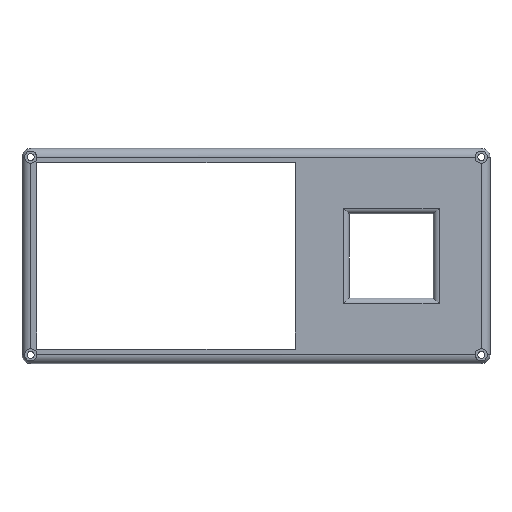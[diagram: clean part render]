
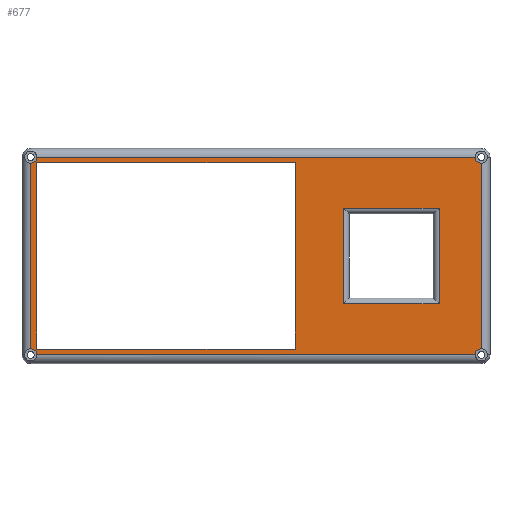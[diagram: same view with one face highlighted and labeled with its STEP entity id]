
A CAD part, top view. The second image highlights one B-rep face of the part: STEP entity #677.
In plain terms, the highlighted planar face has unit normal (0, 0, 1).
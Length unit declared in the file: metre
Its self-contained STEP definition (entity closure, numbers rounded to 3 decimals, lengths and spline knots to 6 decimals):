
#54=CIRCLE('',#738,0.0021);
#55=CIRCLE('',#739,0.0021);
#56=CIRCLE('',#740,0.0021);
#57=CIRCLE('',#741,0.0021);
#130=ORIENTED_EDGE('',*,*,#313,.F.);
#131=ORIENTED_EDGE('',*,*,#314,.T.);
#132=ORIENTED_EDGE('',*,*,#315,.F.);
#133=ORIENTED_EDGE('',*,*,#316,.T.);
#134=ORIENTED_EDGE('',*,*,#317,.F.);
#135=ORIENTED_EDGE('',*,*,#318,.T.);
#136=ORIENTED_EDGE('',*,*,#319,.F.);
#137=ORIENTED_EDGE('',*,*,#320,.T.);
#138=ORIENTED_EDGE('',*,*,#321,.T.);
#139=ORIENTED_EDGE('',*,*,#322,.T.);
#140=ORIENTED_EDGE('',*,*,#323,.T.);
#141=ORIENTED_EDGE('',*,*,#324,.T.);
#142=ORIENTED_EDGE('',*,*,#325,.T.);
#143=ORIENTED_EDGE('',*,*,#311,.T.);
#144=ORIENTED_EDGE('',*,*,#326,.F.);
#145=ORIENTED_EDGE('',*,*,#327,.F.);
#311=EDGE_CURVE('',#403,#402,#467,.T.);
#313=EDGE_CURVE('',#404,#405,#54,.T.);
#314=EDGE_CURVE('',#404,#406,#469,.T.);
#315=EDGE_CURVE('',#407,#406,#55,.T.);
#316=EDGE_CURVE('',#407,#408,#470,.T.);
#317=EDGE_CURVE('',#409,#408,#56,.T.);
#318=EDGE_CURVE('',#409,#410,#471,.F.);
#319=EDGE_CURVE('',#411,#410,#57,.T.);
#320=EDGE_CURVE('',#411,#405,#472,.F.);
#321=EDGE_CURVE('',#412,#413,#473,.T.);
#322=EDGE_CURVE('',#413,#414,#474,.T.);
#323=EDGE_CURVE('',#414,#415,#475,.F.);
#324=EDGE_CURVE('',#415,#412,#476,.F.);
#325=EDGE_CURVE('',#416,#403,#477,.T.);
#326=EDGE_CURVE('',#417,#402,#478,.T.);
#327=EDGE_CURVE('',#416,#417,#479,.T.);
#402=VERTEX_POINT('',#1086);
#403=VERTEX_POINT('',#1088);
#404=VERTEX_POINT('',#1092);
#405=VERTEX_POINT('',#1093);
#406=VERTEX_POINT('',#1095);
#407=VERTEX_POINT('',#1097);
#408=VERTEX_POINT('',#1099);
#409=VERTEX_POINT('',#1101);
#410=VERTEX_POINT('',#1103);
#411=VERTEX_POINT('',#1105);
#412=VERTEX_POINT('',#1108);
#413=VERTEX_POINT('',#1109);
#414=VERTEX_POINT('',#1111);
#415=VERTEX_POINT('',#1113);
#416=VERTEX_POINT('',#1116);
#417=VERTEX_POINT('',#1118);
#467=LINE('',#1087,#515);
#469=LINE('',#1094,#517);
#470=LINE('',#1098,#518);
#471=LINE('',#1102,#519);
#472=LINE('',#1106,#520);
#473=LINE('',#1107,#521);
#474=LINE('',#1110,#522);
#475=LINE('',#1112,#523);
#476=LINE('',#1114,#524);
#477=LINE('',#1115,#525);
#478=LINE('',#1117,#526);
#479=LINE('',#1119,#527);
#515=VECTOR('',#861,1.);
#517=VECTOR('',#867,1.);
#518=VECTOR('',#870,1.);
#519=VECTOR('',#873,1.);
#520=VECTOR('',#876,1.);
#521=VECTOR('',#877,1.);
#522=VECTOR('',#878,1.);
#523=VECTOR('',#879,1.);
#524=VECTOR('',#880,1.);
#525=VECTOR('',#881,1.);
#526=VECTOR('',#882,1.);
#527=VECTOR('',#883,1.);
#546=EDGE_LOOP('',(#130,#131,#132,#133,#134,#135,#136,#137));
#547=EDGE_LOOP('',(#138,#139,#140,#141));
#548=EDGE_LOOP('',(#142,#143,#144,#145));
#606=FACE_BOUND('',#546,.T.);
#607=FACE_BOUND('',#547,.T.);
#608=FACE_BOUND('',#548,.T.);
#660=PLANE('',#737);
#677=ADVANCED_FACE('',(#606,#607,#608),#660,.T.);
#737=AXIS2_PLACEMENT_3D('',#1090,#863,#864);
#738=AXIS2_PLACEMENT_3D('',#1091,#865,#866);
#739=AXIS2_PLACEMENT_3D('',#1096,#868,#869);
#740=AXIS2_PLACEMENT_3D('',#1100,#871,#872);
#741=AXIS2_PLACEMENT_3D('',#1104,#874,#875);
#861=DIRECTION('',(0.,-1.,0.));
#863=DIRECTION('',(0.,0.,1.));
#864=DIRECTION('',(1.,0.,0.));
#865=DIRECTION('',(0.,0.,1.));
#866=DIRECTION('',(1.,0.,0.));
#867=DIRECTION('',(0.,-1.,0.));
#868=DIRECTION('',(0.,0.,1.));
#869=DIRECTION('',(1.,0.,0.));
#870=DIRECTION('',(1.,0.,0.));
#871=DIRECTION('',(0.,0.,1.));
#872=DIRECTION('',(1.,0.,0.));
#873=DIRECTION('',(0.,-1.,0.));
#874=DIRECTION('',(0.,0.,1.));
#875=DIRECTION('',(1.,0.,0.));
#876=DIRECTION('',(1.,0.,0.));
#877=DIRECTION('',(0.,-1.,0.));
#878=DIRECTION('',(-1.,0.,0.));
#879=DIRECTION('',(0.,-1.,0.));
#880=DIRECTION('',(-1.,0.,0.));
#881=DIRECTION('',(1.,0.,0.));
#882=DIRECTION('',(1.,0.,0.));
#883=DIRECTION('',(0.,-1.,0.));
#1086=CARTESIAN_POINT('',(0.0445,-0.032,0.003));
#1087=CARTESIAN_POINT('',(0.0445,0.,0.003));
#1088=CARTESIAN_POINT('',(0.0445,0.032,0.003));
#1090=CARTESIAN_POINT('',(0.078,0.,0.003));
#1091=CARTESIAN_POINT('',(-0.0465,0.034,0.003));
#1092=CARTESIAN_POINT('',(-0.0465,0.0319,0.003));
#1093=CARTESIAN_POINT('',(-0.0444,0.034,0.003));
#1094=CARTESIAN_POINT('',(-0.0465,-0.037,0.003));
#1095=CARTESIAN_POINT('',(-0.0465,-0.0319,0.003));
#1096=CARTESIAN_POINT('',(-0.0465,-0.034,0.003));
#1097=CARTESIAN_POINT('',(-0.0444,-0.034,0.003));
#1098=CARTESIAN_POINT('',(0.1115,-0.034,0.003));
#1099=CARTESIAN_POINT('',(0.1064,-0.034,0.003));
#1100=CARTESIAN_POINT('',(0.1085,-0.034,0.003));
#1101=CARTESIAN_POINT('',(0.1085,-0.0319,0.003));
#1102=CARTESIAN_POINT('',(0.1085,0.,0.003));
#1103=CARTESIAN_POINT('',(0.1085,0.0319,0.003));
#1104=CARTESIAN_POINT('',(0.1085,0.034,0.003));
#1105=CARTESIAN_POINT('',(0.1064,0.034,0.003));
#1106=CARTESIAN_POINT('',(0.078,0.034,0.003));
#1107=CARTESIAN_POINT('',(0.09401,-0.0145,0.003));
#1108=CARTESIAN_POINT('',(0.09401,0.0165,0.003));
#1109=CARTESIAN_POINT('',(0.09401,-0.0165,0.003));
#1110=CARTESIAN_POINT('',(0.06301,-0.0165,0.003));
#1111=CARTESIAN_POINT('',(0.06101,-0.0165,0.003));
#1112=CARTESIAN_POINT('',(0.06101,0.,0.003));
#1113=CARTESIAN_POINT('',(0.06101,0.0165,0.003));
#1114=CARTESIAN_POINT('',(0.078,0.0165,0.003));
#1115=CARTESIAN_POINT('',(0.,0.032,0.003));
#1116=CARTESIAN_POINT('',(-0.0445,0.032,0.003));
#1117=CARTESIAN_POINT('',(0.,-0.032,0.003));
#1118=CARTESIAN_POINT('',(-0.0445,-0.032,0.003));
#1119=CARTESIAN_POINT('',(-0.0445,-0.021,0.003));
